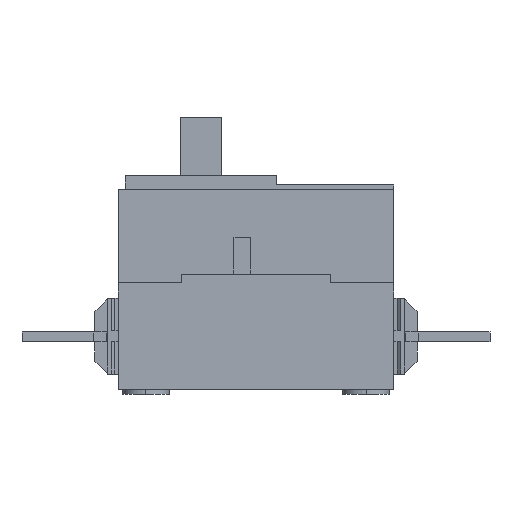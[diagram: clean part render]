
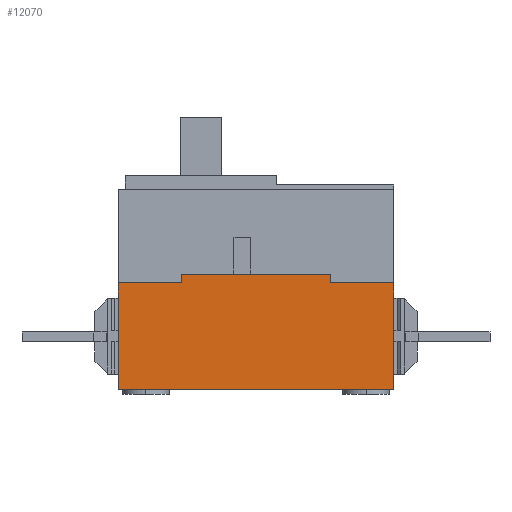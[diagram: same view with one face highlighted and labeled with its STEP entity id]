
A CAD part, left-side view. The second image highlights one B-rep face of the part: STEP entity #12070.
In plain terms, the highlighted planar face has unit normal (-1, 0, 0).
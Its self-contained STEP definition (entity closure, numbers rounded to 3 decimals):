
#212=DIRECTION('',(0.,0.,1.));
#213=VECTOR('',#212,38.6);
#214=CARTESIAN_POINT('',(-115.,30.,-47.6));
#215=LINE('',#214,#213);
#2862=DIRECTION('',(0.,-1.,0.));
#2863=VECTOR('',#2862,54.);
#2864=CARTESIAN_POINT('',(-115.,7.,-6.));
#2865=LINE('',#2864,#2863);
#2950=DIRECTION('',(0.,-1.,0.));
#2951=VECTOR('',#2950,23.);
#2952=CARTESIAN_POINT('',(-115.,-47.,-9.));
#2953=LINE('',#2952,#2951);
#3133=DIRECTION('',(0.,0.,-1.));
#3134=VECTOR('',#3133,38.6);
#3135=CARTESIAN_POINT('',(-115.,-70.,-9.));
#3136=LINE('',#3135,#3134);
#3406=DIRECTION('',(0.,1.,0.));
#3407=VECTOR('',#3406,23.);
#3408=CARTESIAN_POINT('',(-115.,7.,-9.));
#3409=LINE('',#3408,#3407);
#3413=DIRECTION('',(0.,0.,-1.));
#3414=VECTOR('',#3413,3.);
#3415=CARTESIAN_POINT('',(-115.,7.,-6.));
#3416=LINE('',#3415,#3414);
#3420=DIRECTION('',(0.,0.,1.));
#3421=VECTOR('',#3420,3.);
#3422=CARTESIAN_POINT('',(-115.,-47.,-9.));
#3423=LINE('',#3422,#3421);
#3427=DIRECTION('',(0.,-1.,0.));
#3428=VECTOR('',#3427,100.);
#3429=CARTESIAN_POINT('',(-115.,30.,-47.6));
#3430=LINE('',#3429,#3428);
#7173=CARTESIAN_POINT('',(-115.,7.,-6.));
#7174=VERTEX_POINT('',#7173);
#7193=CARTESIAN_POINT('',(-115.,-47.,-6.));
#7194=VERTEX_POINT('',#7193);
#7211=CARTESIAN_POINT('',(-115.,7.,-9.));
#7212=VERTEX_POINT('',#7211);
#7247=CARTESIAN_POINT('',(-115.,-47.,-9.));
#7248=VERTEX_POINT('',#7247);
#7281=CARTESIAN_POINT('',(-115.,30.,-47.6));
#7282=VERTEX_POINT('',#7281);
#7287=CARTESIAN_POINT('',(-115.,30.,-9.));
#7288=VERTEX_POINT('',#7287);
#7289=CARTESIAN_POINT('',(-115.,-70.,-9.));
#7290=VERTEX_POINT('',#7289);
#7333=CARTESIAN_POINT('',(-115.,-70.,-47.6));
#7334=VERTEX_POINT('',#7333);
#12054=CARTESIAN_POINT('',(-115.,-39.95,-7.));
#12055=DIRECTION('',(1.,0.,0.));
#12056=DIRECTION('',(0.,1.,0.));
#12057=AXIS2_PLACEMENT_3D('',#12054,#12055,#12056);
#12058=PLANE('',#12057);
#12059=ORIENTED_EDGE('',*,*,#8517,.F.);
#12061=ORIENTED_EDGE('',*,*,#12060,.F.);
#12062=ORIENTED_EDGE('',*,*,#11403,.T.);
#12063=ORIENTED_EDGE('',*,*,#11464,.F.);
#12064=ORIENTED_EDGE('',*,*,#11491,.T.);
#12065=ORIENTED_EDGE('',*,*,#11746,.T.);
#12066=ORIENTED_EDGE('',*,*,#8851,.F.);
#12067=ORIENTED_EDGE('',*,*,#8467,.T.);
#12068=EDGE_LOOP('',(#12059,#12061,#12062,#12063,#12064,#12065,#12066,#12067));
#12069=FACE_OUTER_BOUND('',#12068,.F.);
#8467=EDGE_CURVE('',#7282,#7288,#215,.T.);
#8517=EDGE_CURVE('',#7212,#7288,#3409,.T.);
#8851=EDGE_CURVE('',#7282,#7334,#3430,.T.);
#11403=EDGE_CURVE('',#7174,#7194,#2865,.T.);
#11464=EDGE_CURVE('',#7248,#7194,#3423,.T.);
#11491=EDGE_CURVE('',#7248,#7290,#2953,.T.);
#11746=EDGE_CURVE('',#7290,#7334,#3136,.T.);
#12060=EDGE_CURVE('',#7174,#7212,#3416,.T.);
#12070=ADVANCED_FACE('',(#12069),#12058,.F.);
